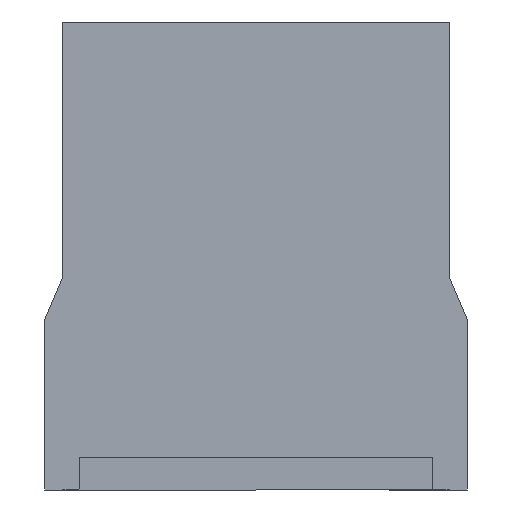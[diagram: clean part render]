
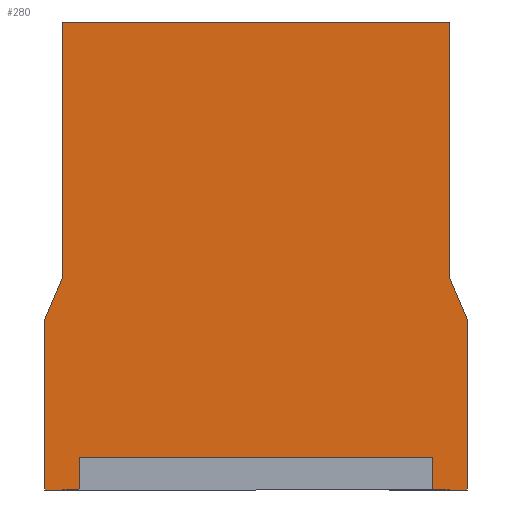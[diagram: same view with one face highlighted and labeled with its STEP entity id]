
A CAD part, front view. The second image highlights one B-rep face of the part: STEP entity #280.
In plain terms, the highlighted planar face has unit normal (0, -1, 0).
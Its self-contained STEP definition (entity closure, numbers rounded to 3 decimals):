
#81 = EDGE_CURVE ( 'NONE', #123, #82, #989, .T. ) ;
#82 = VERTEX_POINT ( 'NONE', #1049 ) ;
#83 = VERTEX_POINT ( 'NONE', #1048 ) ;
#84 = ORIENTED_EDGE ( 'NONE', *, *, #81, .T. ) ;
#85 = ORIENTED_EDGE ( 'NONE', *, *, #86, .F. ) ;
#86 = EDGE_CURVE ( 'NONE', #83, #82, #1047, .T. ) ;
#87 = ORIENTED_EDGE ( 'NONE', *, *, #88, .T. ) ;
#88 = EDGE_CURVE ( 'NONE', #83, #89, #1043, .T. ) ;
#89 = VERTEX_POINT ( 'NONE', #1039 ) ;
#90 = ORIENTED_EDGE ( 'NONE', *, *, #91, .T. ) ;
#91 = EDGE_CURVE ( 'NONE', #116, #92, #1038, .T. ) ;
#92 = VERTEX_POINT ( 'NONE', #1034 ) ;
#93 = ORIENTED_EDGE ( 'NONE', *, *, #94, .F. ) ;
#94 = EDGE_CURVE ( 'NONE', #285, #92, #1032, .T. ) ;
#111 = ORIENTED_EDGE ( 'NONE', *, *, #112, .T. ) ;
#112 = EDGE_CURVE ( 'NONE', #89, #113, #1103, .T. ) ;
#113 = VERTEX_POINT ( 'NONE', #1099 ) ;
#114 = ORIENTED_EDGE ( 'NONE', *, *, #115, .T. ) ;
#115 = EDGE_CURVE ( 'NONE', #113, #116, #1098, .T. ) ;
#116 = VERTEX_POINT ( 'NONE', #1094 ) ;
#117 = ORIENTED_EDGE ( 'NONE', *, *, #118, .T. ) ;
#118 = EDGE_CURVE ( 'NONE', #124, #123, #1093, .T. ) ;
#119 = EDGE_CURVE ( 'NONE', #124, #121, #1089, .T. ) ;
#120 = ORIENTED_EDGE ( 'NONE', *, *, #119, .F. ) ;
#121 = VERTEX_POINT ( 'NONE', #1085 ) ;
#122 = EDGE_CURVE ( 'NONE', #121, #288, #1084, .T. ) ;
#123 = VERTEX_POINT ( 'NONE', #1080 ) ;
#124 = VERTEX_POINT ( 'NONE', #1079 ) ;
#280 = ADVANCED_FACE ( 'NONE', ( #1434 ), #1419, .F. ) ;
#281 = EDGE_LOOP ( 'NONE', ( #282, #286, #289, #120, #117, #84, #85, #87, #111, #114, #90, #93 ) ) ;
#282 = ORIENTED_EDGE ( 'NONE', *, *, #283, .F. ) ;
#283 = EDGE_CURVE ( 'NONE', #284, #285, #1470, .T. ) ;
#284 = VERTEX_POINT ( 'NONE', #1466 ) ;
#285 = VERTEX_POINT ( 'NONE', #1465 ) ;
#286 = ORIENTED_EDGE ( 'NONE', *, *, #287, .F. ) ;
#287 = EDGE_CURVE ( 'NONE', #288, #284, #1464, .T. ) ;
#288 = VERTEX_POINT ( 'NONE', #1460 ) ;
#289 = ORIENTED_EDGE ( 'NONE', *, *, #122, .F. ) ;
#989 = LINE ( 'NONE', #1052, #1051 ) ;
#1029 = DIRECTION ( 'NONE',  ( -1., 0., 0. ) ) ;
#1030 = VECTOR ( 'NONE', #1029, 1000. ) ;
#1031 = CARTESIAN_POINT ( 'NONE',  ( 5.91, 0., -14.3 ) ) ;
#1032 = LINE ( 'NONE', #1031, #1030 ) ;
#1034 = CARTESIAN_POINT ( 'NONE',  ( -6.46, 0., -14.3 ) ) ;
#1035 = DIRECTION ( 'NONE',  ( 0., 0., -1. ) ) ;
#1036 = VECTOR ( 'NONE', #1035, 1000. ) ;
#1037 = CARTESIAN_POINT ( 'NONE',  ( -6.46, 0., -14.3 ) ) ;
#1038 = LINE ( 'NONE', #1037, #1036 ) ;
#1039 = CARTESIAN_POINT ( 'NONE',  ( -5.91, 0., 0. ) ) ;
#1040 = DIRECTION ( 'NONE',  ( -1., 0., 0. ) ) ;
#1041 = VECTOR ( 'NONE', #1040, 1000. ) ;
#1042 = CARTESIAN_POINT ( 'NONE',  ( 5.91, 0., 0. ) ) ;
#1043 = LINE ( 'NONE', #1042, #1041 ) ;
#1044 = DIRECTION ( 'NONE',  ( 0., 0., -1. ) ) ;
#1045 = VECTOR ( 'NONE', #1044, 1000. ) ;
#1046 = CARTESIAN_POINT ( 'NONE',  ( 5.91, 0., 0. ) ) ;
#1047 = LINE ( 'NONE', #1046, #1045 ) ;
#1048 = CARTESIAN_POINT ( 'NONE',  ( 5.91, 0., 0. ) ) ;
#1049 = CARTESIAN_POINT ( 'NONE',  ( 5.91, 0., -7.8 ) ) ;
#1050 = DIRECTION ( 'NONE',  ( -0.39, 0., 0.921 ) ) ;
#1051 = VECTOR ( 'NONE', #1050, 1000. ) ;
#1052 = CARTESIAN_POINT ( 'NONE',  ( 5.36, 0., -6.5 ) ) ;
#1079 = CARTESIAN_POINT ( 'NONE',  ( 6.46, 0., -14.3 ) ) ;
#1080 = CARTESIAN_POINT ( 'NONE',  ( 6.46, 0., -9.1 ) ) ;
#1081 = DIRECTION ( 'NONE',  ( 0., 0., 1. ) ) ;
#1082 = VECTOR ( 'NONE', #1081, 1000. ) ;
#1083 = CARTESIAN_POINT ( 'NONE',  ( 5.4, 0., -14.3 ) ) ;
#1084 = LINE ( 'NONE', #1083, #1082 ) ;
#1085 = CARTESIAN_POINT ( 'NONE',  ( 5.4, 0., -14.3 ) ) ;
#1086 = DIRECTION ( 'NONE',  ( -1., 0., 0. ) ) ;
#1087 = VECTOR ( 'NONE', #1086, 1000. ) ;
#1088 = CARTESIAN_POINT ( 'NONE',  ( 5.91, 0., -14.3 ) ) ;
#1089 = LINE ( 'NONE', #1088, #1087 ) ;
#1090 = DIRECTION ( 'NONE',  ( 0., 0., 1. ) ) ;
#1091 = VECTOR ( 'NONE', #1090, 1000. ) ;
#1092 = CARTESIAN_POINT ( 'NONE',  ( 6.46, 0., -14.3 ) ) ;
#1093 = LINE ( 'NONE', #1092, #1091 ) ;
#1094 = CARTESIAN_POINT ( 'NONE',  ( -6.46, 0., -9.1 ) ) ;
#1095 = DIRECTION ( 'NONE',  ( -0.39, 0., -0.921 ) ) ;
#1096 = VECTOR ( 'NONE', #1095, 1000. ) ;
#1097 = CARTESIAN_POINT ( 'NONE',  ( -5.36, 0., -6.5 ) ) ;
#1098 = LINE ( 'NONE', #1097, #1096 ) ;
#1099 = CARTESIAN_POINT ( 'NONE',  ( -5.91, 0., -7.8 ) ) ;
#1100 = DIRECTION ( 'NONE',  ( 0., 0., -1. ) ) ;
#1101 = VECTOR ( 'NONE', #1100, 1000. ) ;
#1102 = CARTESIAN_POINT ( 'NONE',  ( -5.91, 0., 0. ) ) ;
#1103 = LINE ( 'NONE', #1102, #1101 ) ;
#1415 = DIRECTION ( 'NONE',  ( 0., 0., 1. ) ) ;
#1416 = DIRECTION ( 'NONE',  ( 0., 1., 0. ) ) ;
#1417 = CARTESIAN_POINT ( 'NONE',  ( 5.91, 0., 0. ) ) ;
#1418 = AXIS2_PLACEMENT_3D ( 'NONE', #1417, #1416, #1415 ) ;
#1419 = PLANE ( 'NONE',  #1418 ) ;
#1434 = FACE_OUTER_BOUND ( 'NONE', #281, .T. ) ;
#1460 = CARTESIAN_POINT ( 'NONE',  ( 5.4, 0., -13.3 ) ) ;
#1461 = DIRECTION ( 'NONE',  ( -1., 0., 0. ) ) ;
#1462 = VECTOR ( 'NONE', #1461, 1000. ) ;
#1463 = CARTESIAN_POINT ( 'NONE',  ( 5.4, 0., -13.3 ) ) ;
#1464 = LINE ( 'NONE', #1463, #1462 ) ;
#1465 = CARTESIAN_POINT ( 'NONE',  ( -5.4, 0., -14.3 ) ) ;
#1466 = CARTESIAN_POINT ( 'NONE',  ( -5.4, 0., -13.3 ) ) ;
#1467 = DIRECTION ( 'NONE',  ( 0., 0., -1. ) ) ;
#1468 = VECTOR ( 'NONE', #1467, 1000. ) ;
#1469 = CARTESIAN_POINT ( 'NONE',  ( -5.4, 0., -14.3 ) ) ;
#1470 = LINE ( 'NONE', #1469, #1468 ) ;
